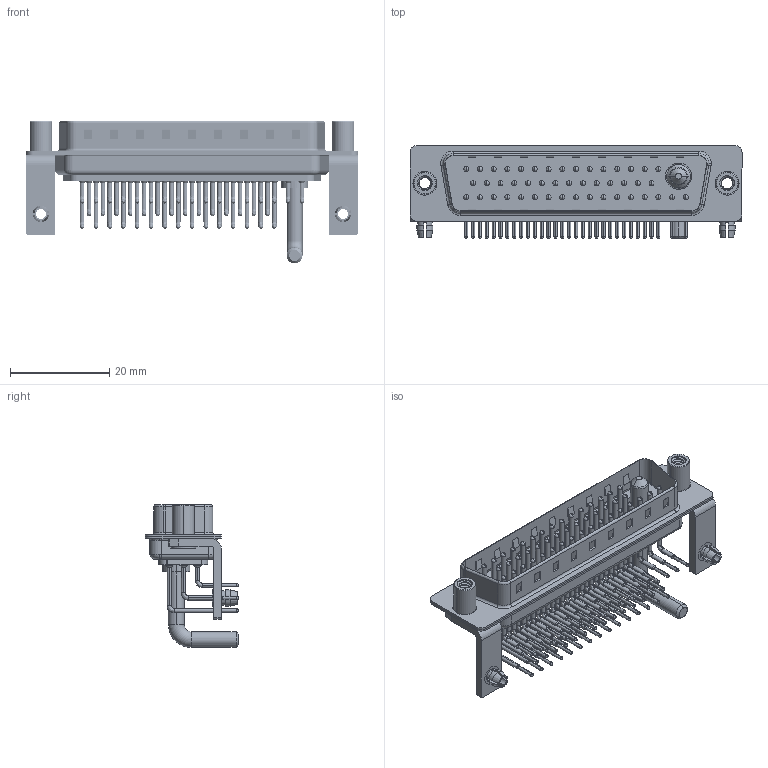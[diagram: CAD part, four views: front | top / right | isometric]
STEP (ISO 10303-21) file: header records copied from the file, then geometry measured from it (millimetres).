
FILE_DESCRIPTION (( 'STEP AP203' ), '1' );
FILE_NAME ('629-47W1650-3N5.STEP', '2022-05-19T18:57:46', ( '' ), ( '' ), 'SwSTEP 2.0', 'SolidWorks 2020', '' );
FILE_SCHEMA (( 'CONFIG_CONTROL_DESIGN' ));
Length unit declared in the file: millimetre
Products named in the file (11): 629Combo Stabilizer Bracket_50 Contacts; 629Combo Contact Row 1_50 Contacts; 629Combo Housing_47W1; Power Pin_Ext 30A RA 50; 629Combo Contact Row 3; 629Combo Board Lock_50 Contacts; 629-47W1650-3N5; 629Combo Contact Row 2_50 Contacts; 629Combo Shell Rear_50 Contacts; 629Combo Shell Front_50 Contacts; 629Combo Threaded Standoff_5
Assembly tree (56 placements, depth 2):
  629-47W1650-3N5
    629Combo Housing_47W1
    629Combo Shell Rear_50 Contacts
    629Combo Shell Front_50 Contacts
    629Combo Stabilizer Bracket_50 Contacts  x2
    629Combo Board Lock_50 Contacts  x2
    629Combo Threaded Standoff_5  x2
    Power Pin_Ext 30A RA 50
    629Combo Contact Row 1_50 Contacts  x15
    629Combo Contact Row 2_50 Contacts  x14
    629Combo Contact Row 3  x17
Bounding box: 67 x 18.8 x 28.83 mm (x, y, z)
Volume: 5709 mm3; surface area: 14091.4 mm2
Topology: 57 solids, 57 shells, 5695 faces, 15923 edges, 10362 vertices
Faces by surface type: plane 3227, cylinder 1910, bspline 283, cone 221, torus 54
Entity records: 40820 total; most frequent: CARTESIAN_POINT 8499, DIRECTION 6568, ORIENTED_EDGE 6004, EDGE_CURVE 3002, AXIS2_PLACEMENT_3D 2434, VERTEX_POINT 1953, LINE 1700, VECTOR 1700
